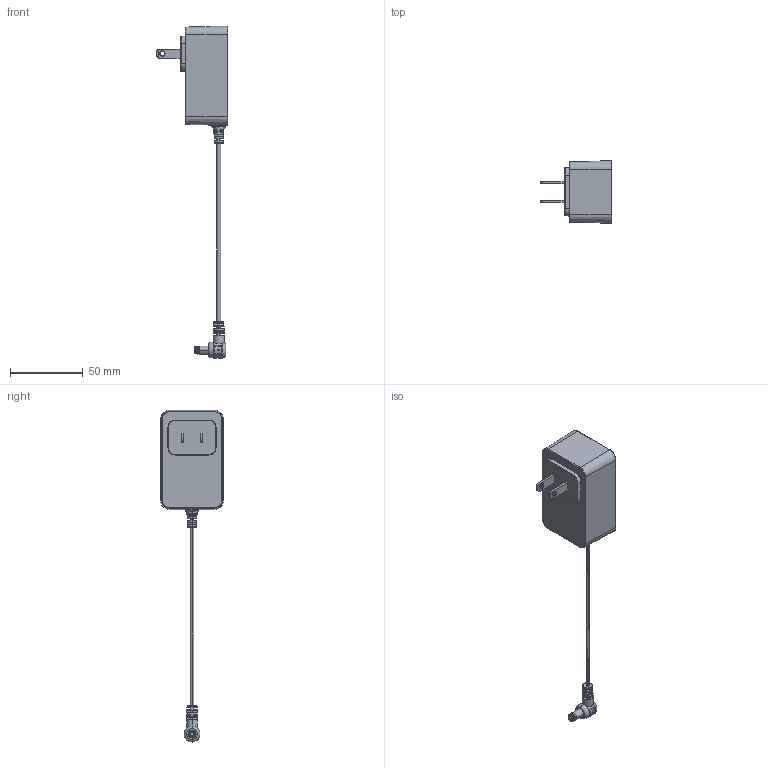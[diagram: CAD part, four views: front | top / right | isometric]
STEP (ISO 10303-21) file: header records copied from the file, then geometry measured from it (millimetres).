
FILE_DESCRIPTION (( 'STEP AP203' ), '1' );
FILE_NAME ('16-00211.STEP', '2019-08-13T20:48:59', ( '' ), ( '' ), 'SwSTEP 2.0', 'SolidWorks 2015', '' );
FILE_SCHEMA (( 'CONFIG_CONTROL_DESIGN' ));
Length unit declared in the file: millimetre
Products named in the file (14): 50-00129 shell; 26-00002_top case; 50-00129 insulator; 24-00006; 50-00129 contact; 24-00279; UL_1-15 pin; 26-00002_bottom case; Nema 1-15 plug; 26-00002; 50-00129; 30-00344_power supply; 10-03174; 16-00211
Assembly tree (14 placements, depth 4):
  16-00211
    10-03174
      30-00344_power supply
      24-00279
      24-00006
      50-00129
        50-00129 contact
        50-00129 insulator
        50-00129 shell
    26-00002
      26-00002_bottom case
      26-00002_top case
    Nema 1-15 plug
      UL_1-15 pin  x2
Bounding box: 49.5 x 42.97 x 228.45 mm (x, y, z)
Volume: 28277.6 mm3; surface area: 34425.6 mm2
Topology: 93 solids, 93 shells, 1157 faces, 2586 edges, 1679 vertices
Faces by surface type: plane 638, cylinder 301, bspline 142, cone 40, torus 36
Entity records: 38703 total; most frequent: CARTESIAN_POINT 12558, ORIENTED_EDGE 5044, DIRECTION 4977, EDGE_CURVE 2522, AXIS2_PLACEMENT_3D 1810, VERTEX_POINT 1639, VECTOR 1357, LINE 1357
